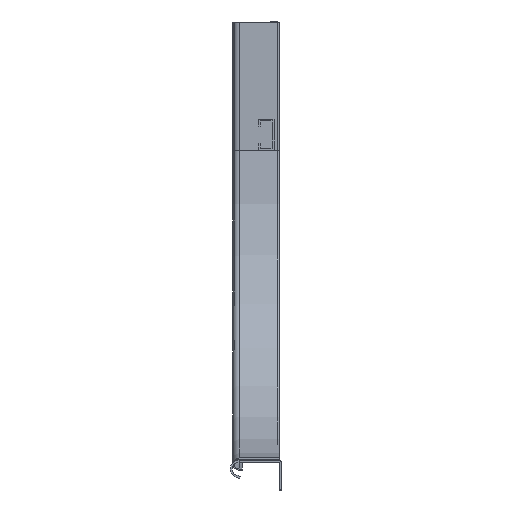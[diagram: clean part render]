
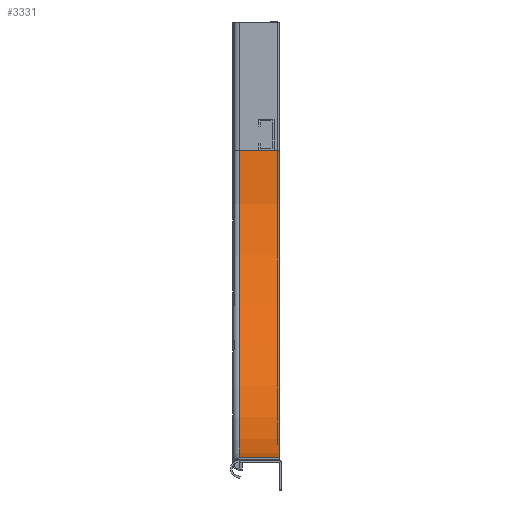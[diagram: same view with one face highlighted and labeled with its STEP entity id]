
A CAD part, left-side view. The second image highlights one B-rep face of the part: STEP entity #3331.
In plain terms, the highlighted cylindrical face has radius 300 mm (diameter 600 mm), a partial arc.
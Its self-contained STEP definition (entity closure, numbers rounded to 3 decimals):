
#1064 = CARTESIAN_POINT ( 'NONE',  ( 300., 39., -125. ) ) ;
#1128 = DIRECTION ( 'NONE',  ( 0., -1., 0. ) ) ;
#1144 = EDGE_CURVE ( 'NONE', #4399, #5065, #4766, .T. ) ;
#1192 = VECTOR ( 'NONE', #1255, 1000. ) ;
#1255 = DIRECTION ( 'NONE',  ( 0., 1., 0. ) ) ;
#1611 = ORIENTED_EDGE ( 'NONE', *, *, #10044, .F. ) ;
#2006 = AXIS2_PLACEMENT_3D ( 'NONE', #1064, #7677, #2029 ) ;
#2029 = DIRECTION ( 'NONE',  ( 0., 0., -1. ) ) ;
#2123 = DIRECTION ( 'NONE',  ( 0., 0., -1. ) ) ;
#2801 = ORIENTED_EDGE ( 'NONE', *, *, #1144, .T. ) ;
#3331 = ADVANCED_FACE ( 'NONE', ( #7049 ), #6153, .F. ) ;
#3334 = VERTEX_POINT ( 'NONE', #7519 ) ;
#3389 = LINE ( 'NONE', #7841, #1192 ) ;
#3394 = CARTESIAN_POINT ( 'NONE',  ( 300., 0., -125. ) ) ;
#3514 = ORIENTED_EDGE ( 'NONE', *, *, #8107, .T. ) ;
#4147 = VECTOR ( 'NONE', #9470, 1000. ) ;
#4356 = DIRECTION ( 'NONE',  ( 1., 0., 0. ) ) ;
#4399 = VERTEX_POINT ( 'NONE', #6452 ) ;
#4473 = CIRCLE ( 'NONE', #2006, 300. ) ;
#4662 = CARTESIAN_POINT ( 'NONE',  ( 300., 0., -125. ) ) ;
#4766 = LINE ( 'NONE', #10247, #4147 ) ;
#5014 = CARTESIAN_POINT ( 'NONE',  ( 300., 39., -425. ) ) ;
#5065 = VERTEX_POINT ( 'NONE', #5014 ) ;
#5453 = ORIENTED_EDGE ( 'NONE', *, *, #11267, .F. ) ;
#6153 = CYLINDRICAL_SURFACE ( 'NONE', #9335, 300. ) ;
#6452 = CARTESIAN_POINT ( 'NONE',  ( 300., 0., -425. ) ) ;
#7049 = FACE_OUTER_BOUND ( 'NONE', #11410, .T. ) ;
#7519 = CARTESIAN_POINT ( 'NONE',  ( 0., 39., -125. ) ) ;
#7677 = DIRECTION ( 'NONE',  ( 0., -1., 0. ) ) ;
#7841 = CARTESIAN_POINT ( 'NONE',  ( 0., 2.25, -125. ) ) ;
#8107 = EDGE_CURVE ( 'NONE', #8342, #4399, #10420, .T. ) ;
#8342 = VERTEX_POINT ( 'NONE', #9332 ) ;
#9332 = CARTESIAN_POINT ( 'NONE',  ( 0., 0., -125. ) ) ;
#9335 = AXIS2_PLACEMENT_3D ( 'NONE', #4662, #1128, #2123 ) ;
#9470 = DIRECTION ( 'NONE',  ( 0., 1., 0. ) ) ;
#9943 = DIRECTION ( 'NONE',  ( 0., -1., 0. ) ) ;
#10044 = EDGE_CURVE ( 'NONE', #3334, #5065, #4473, .T. ) ;
#10247 = CARTESIAN_POINT ( 'NONE',  ( 300., 2.25, -425. ) ) ;
#10420 = CIRCLE ( 'NONE', #11745, 300. ) ;
#11267 = EDGE_CURVE ( 'NONE', #8342, #3334, #3389, .T. ) ;
#11410 = EDGE_LOOP ( 'NONE', ( #5453, #3514, #2801, #1611 ) ) ;
#11745 = AXIS2_PLACEMENT_3D ( 'NONE', #3394, #9943, #4356 ) ;
